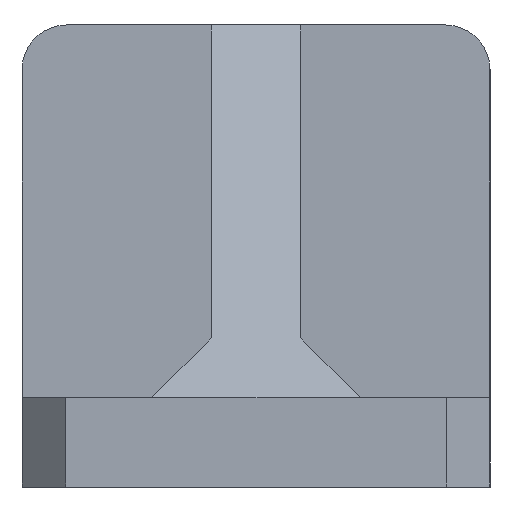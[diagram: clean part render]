
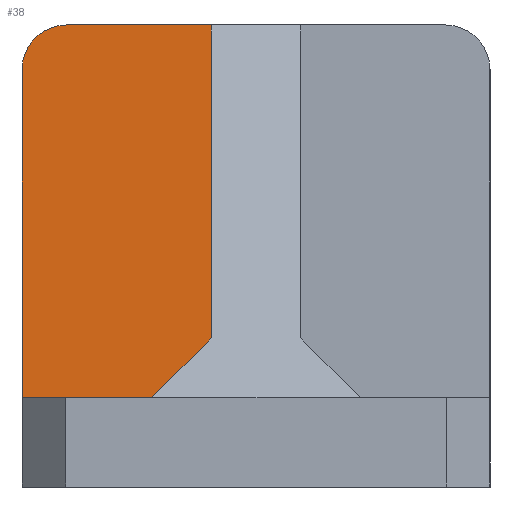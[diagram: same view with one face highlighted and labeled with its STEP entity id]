
A CAD part, left-side view. The second image highlights one B-rep face of the part: STEP entity #38.
In plain terms, the highlighted planar face has unit normal (-1, 0, 0).
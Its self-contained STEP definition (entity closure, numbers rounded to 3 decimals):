
#3 = PLANE ( 'NONE',  #697 ) ;
#19 = VECTOR ( 'NONE', #281, 1000. ) ;
#25 = VERTEX_POINT ( 'NONE', #213 ) ;
#38 = ADVANCED_FACE ( 'NONE', ( #744 ), #3, .F. ) ;
#61 = VERTEX_POINT ( 'NONE', #698 ) ;
#74 = EDGE_CURVE ( 'NONE', #242, #61, #894, .T. ) ;
#79 = VERTEX_POINT ( 'NONE', #403 ) ;
#83 = ORIENTED_EDGE ( 'NONE', *, *, #84, .T. ) ;
#84 = EDGE_CURVE ( 'NONE', #61, #568, #546, .T. ) ;
#85 = CARTESIAN_POINT ( 'NONE',  ( 6.133, -31.425, 6. ) ) ;
#88 = EDGE_CURVE ( 'NONE', #25, #79, #884, .T. ) ;
#124 = ORIENTED_EDGE ( 'NONE', *, *, #279, .T. ) ;
#128 = CARTESIAN_POINT ( 'NONE',  ( 6.133, -35.425, 10. ) ) ;
#133 = CARTESIAN_POINT ( 'NONE',  ( 6.133, 0., 6. ) ) ;
#138 = DIRECTION ( 'NONE',  ( 0., 1., 0. ) ) ;
#140 = EDGE_CURVE ( 'NONE', #79, #451, #525, .T. ) ;
#177 = CARTESIAN_POINT ( 'NONE',  ( 6.133, -22.725, 28. ) ) ;
#179 = CARTESIAN_POINT ( 'NONE',  ( 6.133, -35.425, 31. ) ) ;
#213 = CARTESIAN_POINT ( 'NONE',  ( 6.133, -25.725, 31. ) ) ;
#242 = VERTEX_POINT ( 'NONE', #177 ) ;
#279 = EDGE_CURVE ( 'NONE', #25, #242, #362, .T. ) ;
#281 = DIRECTION ( 'NONE',  ( 0., -1., 0. ) ) ;
#284 = CARTESIAN_POINT ( 'NONE',  ( 6.133, -31.425, 6. ) ) ;
#330 = VECTOR ( 'NONE', #337, 1000. ) ;
#337 = DIRECTION ( 'NONE',  ( 0., 0., -1. ) ) ;
#362 = CIRCLE ( 'NONE', #485, 3. ) ;
#403 = CARTESIAN_POINT ( 'NONE',  ( 6.133, -35.425, 31. ) ) ;
#416 = ORIENTED_EDGE ( 'NONE', *, *, #637, .T. ) ;
#417 = VECTOR ( 'NONE', #559, 1000. ) ;
#428 = EDGE_LOOP ( 'NONE', ( #83, #416, #718, #639, #124, #882 ) ) ;
#431 = VECTOR ( 'NONE', #432, 1000. ) ;
#432 = DIRECTION ( 'NONE',  ( 0., -0.707, 0.707 ) ) ;
#449 = VECTOR ( 'NONE', #728, 1000. ) ;
#451 = VERTEX_POINT ( 'NONE', #128 ) ;
#485 = AXIS2_PLACEMENT_3D ( 'NONE', #556, #563, #561 ) ;
#525 = LINE ( 'NONE', #179, #449 ) ;
#546 = LINE ( 'NONE', #133, #417 ) ;
#556 = CARTESIAN_POINT ( 'NONE',  ( 6.133, -25.725, 28. ) ) ;
#559 = DIRECTION ( 'NONE',  ( 0., -1., 0. ) ) ;
#561 = DIRECTION ( 'NONE',  ( 0., 1., 0. ) ) ;
#563 = DIRECTION ( 'NONE',  ( -1., 0., 0. ) ) ;
#568 = VERTEX_POINT ( 'NONE', #284 ) ;
#627 = CARTESIAN_POINT ( 'NONE',  ( 6.133, -22.725, 31. ) ) ;
#637 = EDGE_CURVE ( 'NONE', #568, #451, #766, .T. ) ;
#639 = ORIENTED_EDGE ( 'NONE', *, *, #88, .F. ) ;
#680 = DIRECTION ( 'NONE',  ( 1., 0., 0. ) ) ;
#685 = CARTESIAN_POINT ( 'NONE',  ( 6.133, 0., 31. ) ) ;
#697 = AXIS2_PLACEMENT_3D ( 'NONE', #761, #680, #138 ) ;
#698 = CARTESIAN_POINT ( 'NONE',  ( 6.133, -22.725, 6. ) ) ;
#718 = ORIENTED_EDGE ( 'NONE', *, *, #140, .F. ) ;
#728 = DIRECTION ( 'NONE',  ( 0., 0., -1. ) ) ;
#744 = FACE_OUTER_BOUND ( 'NONE', #428, .T. ) ;
#761 = CARTESIAN_POINT ( 'NONE',  ( 6.133, 0., 31. ) ) ;
#766 = LINE ( 'NONE', #85, #431 ) ;
#882 = ORIENTED_EDGE ( 'NONE', *, *, #74, .T. ) ;
#884 = LINE ( 'NONE', #685, #19 ) ;
#894 = LINE ( 'NONE', #627, #330 ) ;
